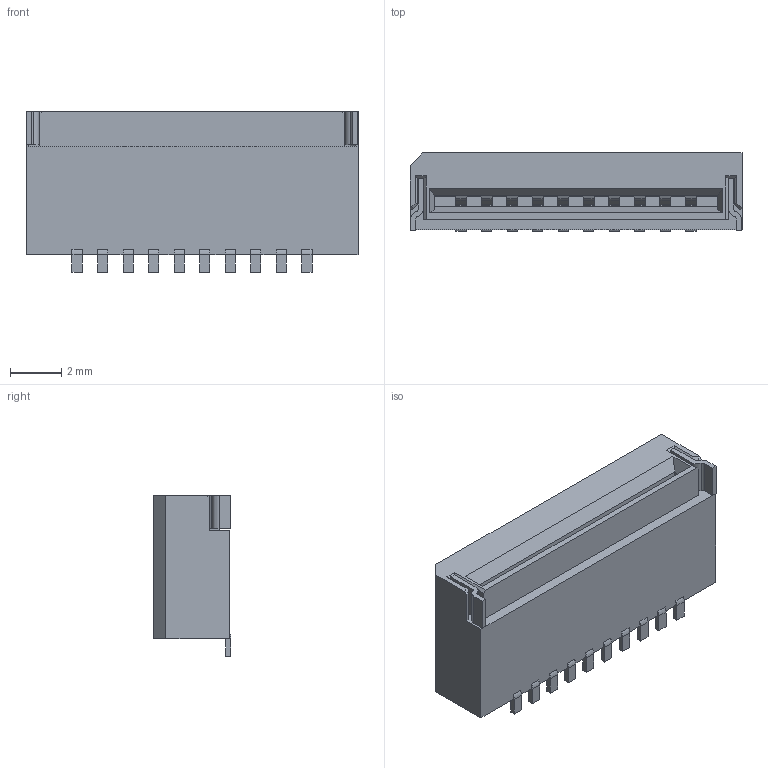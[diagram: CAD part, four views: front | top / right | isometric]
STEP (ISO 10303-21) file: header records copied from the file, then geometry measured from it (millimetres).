
FILE_DESCRIPTION((''),'2;1');
FILE_NAME('C-1-84981-0','2010-05-05T',('workeradm'),('Tyco Electronics Ltd.'),'PRO/ENGINEER BY PARAMETRIC TECHNOLOGY CORPORATION, 2009300','PRO/ENGINEER BY PARAMETRIC TECHNOLOGY CORPORATION, 2009300','');
FILE_SCHEMA(('AUTOMOTIVE_DESIGN { 1 0 10303 214 1 1 1 1 }'));
Length unit declared in the file: millimetre
Products named in the file (1): C-1-84981-0
Bounding box: 13 x 3.05 x 6.3 mm (x, y, z)
Volume: 190.3 mm3; surface area: 380.2 mm2
Topology: 1 solids, 1 shells, 226 faces, 625 edges, 412 vertices
Faces by surface type: plane 188, cylinder 38
Entity records: 7378 total; most frequent: CARTESIAN_POINT 1265, ORIENTED_EDGE 1250, DIRECTION 1153, EDGE_CURVE 625, VECTOR 549, LINE 549, VERTEX_POINT 412, AXIS2_PLACEMENT_3D 302
